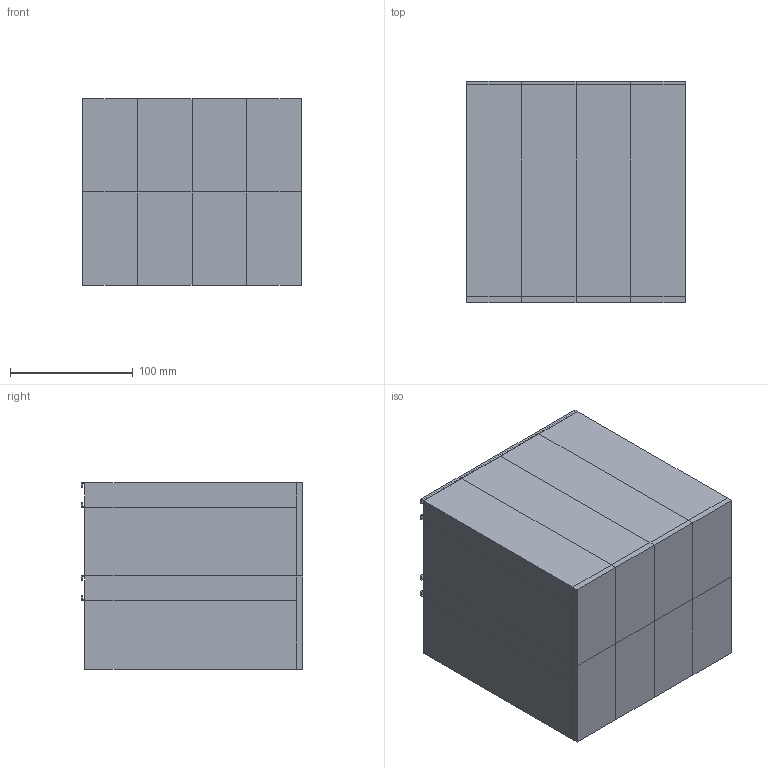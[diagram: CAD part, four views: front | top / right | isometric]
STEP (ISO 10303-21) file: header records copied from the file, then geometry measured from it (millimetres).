
FILE_DESCRIPTION(('FreeCAD Model'),'2;1');
FILE_NAME('Open CASCADE Shape Model','2024-11-03T22:34:30',(''),(''), 'Open CASCADE STEP processor 7.8','FreeCAD','Unknown');
FILE_SCHEMA(('AUTOMOTIVE_DESIGN { 1 0 10303 214 1 1 1 1 }'));
Length unit declared in the file: millimetre
Products named in the file (1): Body004
Bounding box: 178 x 180.5 x 152 mm (x, y, z)
Volume: 1639834.5 mm3; surface area: 446552.5 mm2
Topology: 1 solids, 1 shells, 180 faces, 390 edges, 220 vertices
Faces by surface type: plane 180
Entity records: 4656 total; most frequent: CARTESIAN_POINT 791, ORIENTED_EDGE 780, DIRECTION 752, EDGE_CURVE 390, LINE 390, VECTOR 390, VERTEX_POINT 220, FACE_BOUND 188
